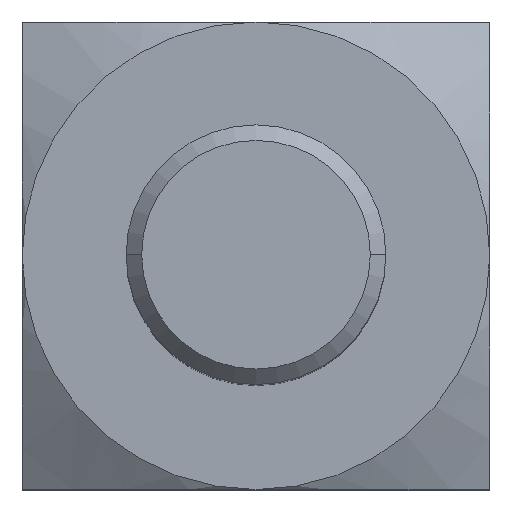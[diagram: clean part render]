
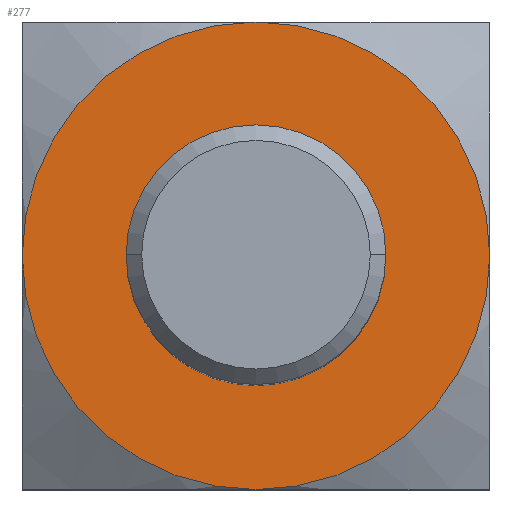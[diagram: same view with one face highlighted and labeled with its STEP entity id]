
A CAD part, top view. The second image highlights one B-rep face of the part: STEP entity #277.
In plain terms, the highlighted planar face has unit normal (0, 0, 1).
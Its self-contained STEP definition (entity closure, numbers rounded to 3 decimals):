
#277 = ADVANCED_FACE ( 'NONE', ( #3039, #3043 ), #3038, .T. ) ;
#298 = EDGE_CURVE ( 'NONE', #2517, #2544, #3631, .T. ) ;
#299 = EDGE_CURVE ( 'NONE', #2519, #2516, #3630, .T. ) ;
#300 = EDGE_CURVE ( 'NONE', #2519, #2522, #3627, .T. ) ;
#301 = EDGE_CURVE ( 'NONE', #2557, #2522, #3628, .T. ) ;
#302 = EDGE_CURVE ( 'NONE', #2516, #2557, #3632, .T. ) ;
#304 = EDGE_CURVE ( 'NONE', #2544, #2517, #3623, .T. ) ;
#1045 = CARTESIAN_POINT ( 'NONE',  ( 0., 0., 4.5 ) ) ;
#1046 = DIRECTION ( 'NONE',  ( 0., 0., 1. ) ) ;
#1047 = DIRECTION ( 'NONE',  ( 1., 0., 0. ) ) ;
#1048 = CARTESIAN_POINT ( 'NONE',  ( 0., 0., 4.5 ) ) ;
#1049 = DIRECTION ( 'NONE',  ( 0., 0., 1. ) ) ;
#1050 = DIRECTION ( 'NONE',  ( 1., 0., 0. ) ) ;
#1051 = CARTESIAN_POINT ( 'NONE',  ( 0., 0., 4.5 ) ) ;
#1052 = DIRECTION ( 'NONE',  ( 0., 0., -1. ) ) ;
#1053 = DIRECTION ( 'NONE',  ( -1., 0., 0. ) ) ;
#1056 = CARTESIAN_POINT ( 'NONE',  ( 0., 0., 4.5 ) ) ;
#1057 = DIRECTION ( 'NONE',  ( 0., 0., 1. ) ) ;
#1058 = DIRECTION ( 'NONE',  ( 1., 0., 0. ) ) ;
#1060 = CARTESIAN_POINT ( 'NONE',  ( 0., 0., 4.5 ) ) ;
#1061 = DIRECTION ( 'NONE',  ( 0., 0., 1. ) ) ;
#1062 = DIRECTION ( 'NONE',  ( 1., 0., 0. ) ) ;
#1066 = CARTESIAN_POINT ( 'NONE',  ( 0., 0., 4.5 ) ) ;
#1067 = DIRECTION ( 'NONE',  ( 0., 0., 1. ) ) ;
#1068 = DIRECTION ( 'NONE',  ( 1., 0., 0. ) ) ;
#1998 = AXIS2_PLACEMENT_3D ( 'NONE', #1045, #1046, #1047 ) ;
#2073 = CARTESIAN_POINT ( 'NONE',  ( 0., -4.5, 4.5 ) ) ;
#2074 = CARTESIAN_POINT ( 'NONE',  ( -2.5, 0., 4.5 ) ) ;
#2076 = CARTESIAN_POINT ( 'NONE',  ( -4.5, 0., 4.5 ) ) ;
#2079 = CARTESIAN_POINT ( 'NONE',  ( 0., 4.5, 4.5 ) ) ;
#2100 = CARTESIAN_POINT ( 'NONE',  ( 2.5, 0., 4.5 ) ) ;
#2103 = CARTESIAN_POINT ( 'NONE',  ( 4.5, 0., 4.5 ) ) ;
#2516 = VERTEX_POINT ( 'NONE', #2073 ) ;
#2517 = VERTEX_POINT ( 'NONE', #2074 ) ;
#2519 = VERTEX_POINT ( 'NONE', #2076 ) ;
#2522 = VERTEX_POINT ( 'NONE', #2079 ) ;
#2544 = VERTEX_POINT ( 'NONE', #2100 ) ;
#2557 = VERTEX_POINT ( 'NONE', #2103 ) ;
#3035 = DIRECTION ( 'NONE',  ( 1., 0., 0. ) ) ;
#3036 = DIRECTION ( 'NONE',  ( 0., 0., 1. ) ) ;
#3038 = PLANE ( 'NONE',  #4315 ) ;
#3039 = FACE_OUTER_BOUND ( 'NONE', #3424, .T. ) ;
#3043 = FACE_BOUND ( 'NONE', #3328, .T. ) ;
#3049 = CARTESIAN_POINT ( 'NONE',  ( -4.5, -4.5, 4.5 ) ) ;
#3162 = ORIENTED_EDGE ( 'NONE', *, *, #299, .T. ) ;
#3163 = ORIENTED_EDGE ( 'NONE', *, *, #298, .F. ) ;
#3165 = ORIENTED_EDGE ( 'NONE', *, *, #304, .F. ) ;
#3168 = ORIENTED_EDGE ( 'NONE', *, *, #302, .T. ) ;
#3171 = ORIENTED_EDGE ( 'NONE', *, *, #301, .T. ) ;
#3175 = ORIENTED_EDGE ( 'NONE', *, *, #300, .F. ) ;
#3328 = EDGE_LOOP ( 'NONE', ( #3163, #3165 ) ) ;
#3424 = EDGE_LOOP ( 'NONE', ( #3168, #3171, #3175, #3162 ) ) ;
#3620 = AXIS2_PLACEMENT_3D ( 'NONE', #1066, #1067, #1068 ) ;
#3623 = CIRCLE ( 'NONE', #3620, 2.5 ) ;
#3624 = AXIS2_PLACEMENT_3D ( 'NONE', #1056, #1057, #1058 ) ;
#3625 = AXIS2_PLACEMENT_3D ( 'NONE', #1060, #1061, #1062 ) ;
#3626 = AXIS2_PLACEMENT_3D ( 'NONE', #1051, #1052, #1053 ) ;
#3627 = CIRCLE ( 'NONE', #3626, 4.5 ) ;
#3628 = CIRCLE ( 'NONE', #3624, 4.5 ) ;
#3629 = AXIS2_PLACEMENT_3D ( 'NONE', #1048, #1049, #1050 ) ;
#3630 = CIRCLE ( 'NONE', #3629, 4.5 ) ;
#3631 = CIRCLE ( 'NONE', #1998, 2.5 ) ;
#3632 = CIRCLE ( 'NONE', #3625, 4.5 ) ;
#4315 = AXIS2_PLACEMENT_3D ( 'NONE', #3049, #3036, #3035 ) ;
